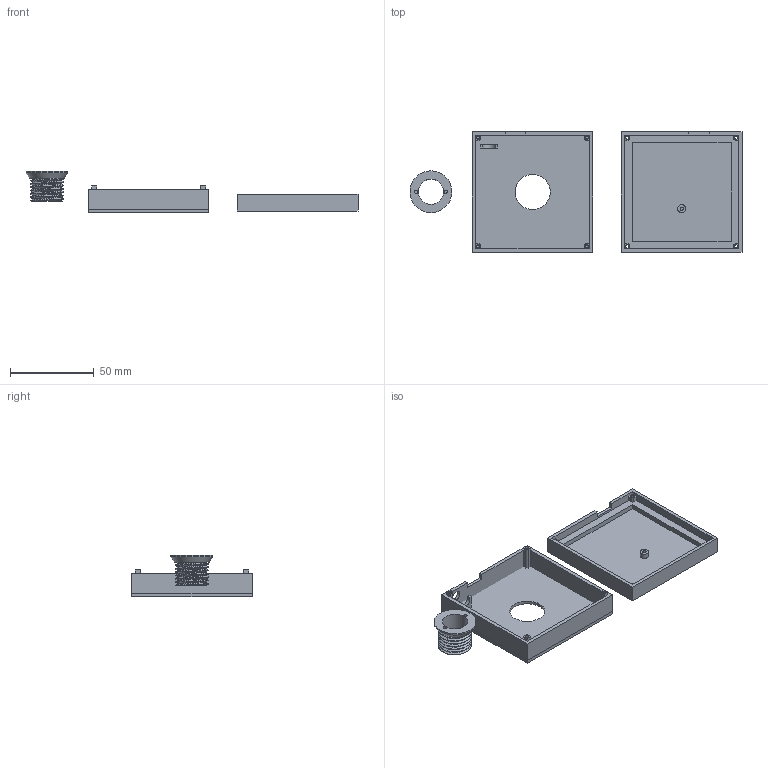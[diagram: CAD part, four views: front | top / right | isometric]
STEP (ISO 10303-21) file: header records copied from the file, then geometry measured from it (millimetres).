
FILE_DESCRIPTION(/* description */ (''),/* implementation_level */ '2;1');
FILE_NAME(/* name */ 'TheOrb.step',/* time_stamp */ '2025-08-13T17:08:37-07:00',/* author */ (''),/* organization */ (''),/* preprocessor_version */ 'ST-DEVELOPER v20.1',/* originating_system */ 'Autodesk Translation Framework v14.10.0.0',/* authorisation */ '');
FILE_SCHEMA (('AUTOMOTIVE_DESIGN { 1 0 10303 214 3 1 1 }'));
Length unit declared in the file: millimetre
Products named in the file (3): 2025-08-11-17-45-09-412; 2025-08-11-17-47-37-495; 2025-08-11-18-21-21-213
Assembly tree (2 placements, depth 2):
  2025-08-11-17-45-09-412
    2025-08-11-17-47-37-495
    2025-08-11-18-21-21-213
Bounding box: 198.22 x 72 x 24.71 mm (x, y, z)
Volume: 38588.8 mm3; surface area: 38304.7 mm2
Topology: 5 solids, 5 shells, 139 faces, 356 edges, 232 vertices
Faces by surface type: plane 87, cylinder 41, cone 9, bspline 2
Full cylindrical faces by diameter (mm): 2 x11, 5 x1, 15 x1, 17.534 x6, 19.822 x6, 21 x1, 25 x1
Entity records: 6273 total; most frequent: CARTESIAN_POINT 2794, ORIENTED_EDGE 704, DIRECTION 662, EDGE_CURVE 352, LINE 256, VECTOR 256, VERTEX_POINT 232, AXIS2_PLACEMENT_3D 203
